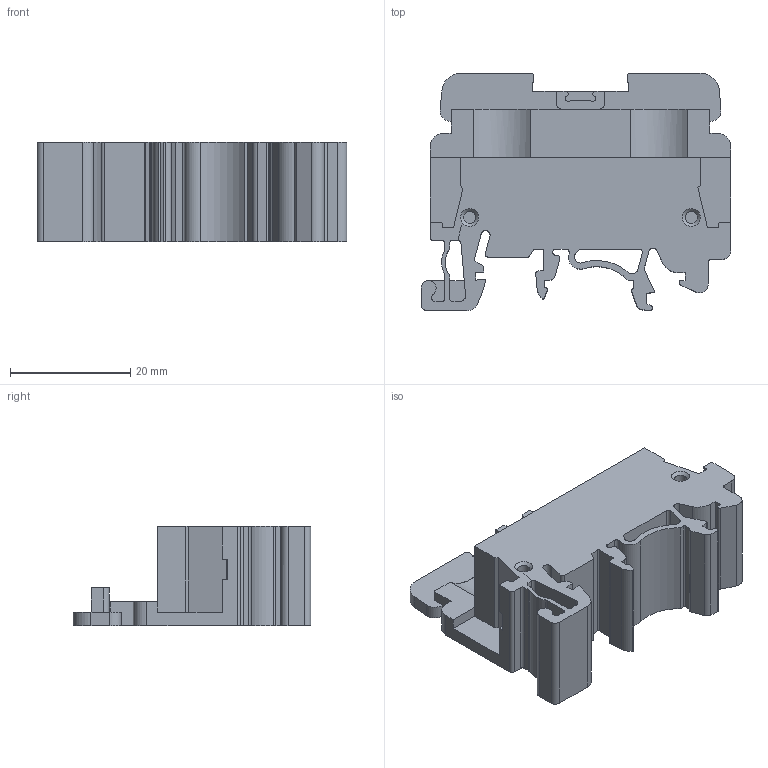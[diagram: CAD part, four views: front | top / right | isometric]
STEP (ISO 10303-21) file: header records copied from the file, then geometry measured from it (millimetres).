
FILE_DESCRIPTION( ( 'Unknown' ), '1' );
FILE_NAME( 'CSTSN4U.stp', 'Unknown', ( 'Unknown' ), ( 'Unknown' ), 'PSStep 14.0', 'Unknown', ' ' );
FILE_SCHEMA( ( 'AUTOMOTIVE_DESIGN { 1 0 10303 214 1 1 1 1 }' ) );
Length unit declared in the file: millimetre
Products named in the file (1):       F6
Bounding box: 51.5 x 39.5 x 16.48 mm (x, y, z)
Volume: 15315.3 mm3; surface area: 7957.9 mm2
Topology: 1 solids, 1 shells, 234 faces, 676 edges, 448 vertices
Faces by surface type: plane 131, cylinder 97, bspline 4, cone 2
Full cylindrical faces by diameter (mm): 2 x2
Entity records: 10665 total; most frequent: CARTESIAN_POINT 1617, ORIENTED_EDGE 1340, DIRECTION 1315, EDGE_CURVE 670, LINE 463, VECTOR 463, PRESENTATION_STYLE_ASSIGNMENT 451, COLOUR_RGB 451
